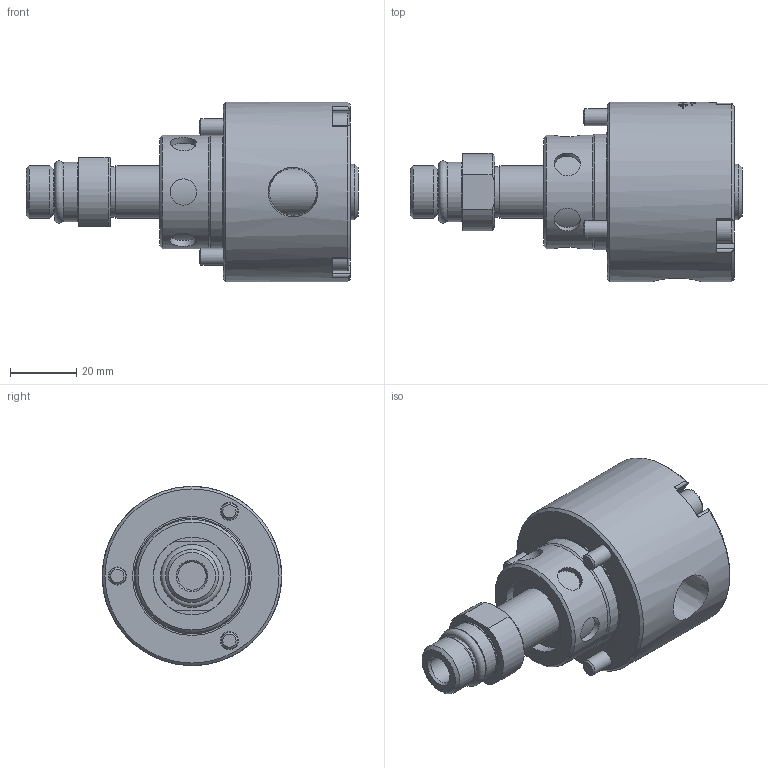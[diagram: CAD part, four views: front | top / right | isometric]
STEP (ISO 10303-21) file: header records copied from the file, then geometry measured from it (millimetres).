
FILE_DESCRIPTION(/* description */ (''),/* implementation_level */ '2;1');
FILE_NAME(/* name */ '1121-330-345-IC.stp',/* time_stamp */ '2020-05-14T15:24:45-05:00',/* author */ ('moorera'),/* organization */ (''),/* preprocessor_version */ 'ST-DEVELOPER v18.1',/* originating_system */ 'Autodesk Inventor 2020',/* authorisation */ '');
FILE_SCHEMA (('AUTOMOTIVE_DESIGN { 1 0 10303 214 3 1 1 }'));
Products named in the file (1): 1121-330-345-IC
Bounding box: 99.97 x 54 x 54 mm (x, y, z)
Volume: 107932.7 mm3; surface area: 23391.7 mm2
Topology: 2 solids, 3 shells, 440 faces, 1187 edges, 805 vertices
Faces by surface type: bspline 184, plane 147, cylinder 75, cone 25, torus 9
Full cylindrical faces by diameter (mm): 5 x3, 5.5 x3, 7.9 x6, 8.5 x4, 13.5 x1, 14.25 x1, 15.3 x1, 15.863 x1, 15.968 x1, 17.993 x1, 23.4 x1, 34.1 x1, 34.82 x1, 35.8 x1, 54 x1
Entity records: 52652 total; most frequent: CARTESIAN_POINT 42153, ORIENTED_EDGE 2368, DIRECTION 1745, EDGE_CURVE 1184, VERTEX_POINT 805, AXIS2_PLACEMENT_3D 637, EDGE_LOOP 499, LINE 471
